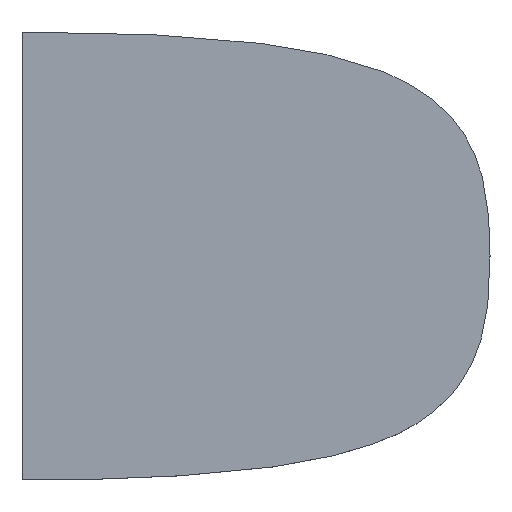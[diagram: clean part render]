
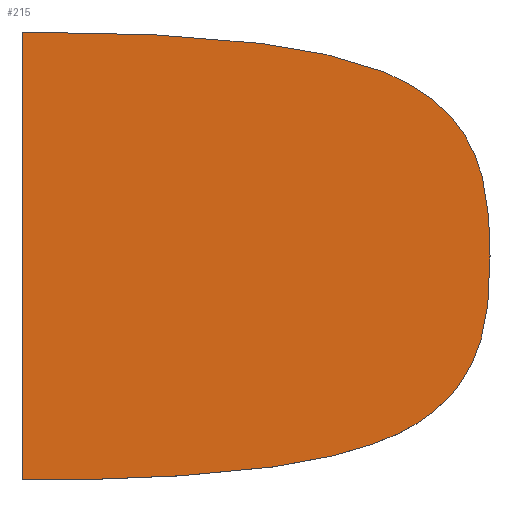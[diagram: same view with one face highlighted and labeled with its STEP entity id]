
A CAD part, top view. The second image highlights one B-rep face of the part: STEP entity #215.
In plain terms, the highlighted free-form (B-spline) face has degree [1, 1] with [2, 2] control points.
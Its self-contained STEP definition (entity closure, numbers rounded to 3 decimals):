
#47 = VERTEX_POINT('',#48);
#48 = CARTESIAN_POINT('',(-65.087,53.633,2.412
    ));
#53 = EDGE_CURVE('',#47,#54,#56,.T.);
#54 = VERTEX_POINT('',#55);
#55 = CARTESIAN_POINT('',(-21.766,32.905,2.412)
  );
#56 = B_SPLINE_CURVE_WITH_KNOTS('',3,(#57,#58,#59,#60,#61,#62,#63,#64,
    #65,#66,#67,#68,#69,#70,#71,#72,#73,#74),.UNSPECIFIED.,.F.,.F.,(4,1,
    1,1,1,1,1,1,1,1,1,1,1,1,1,4),(0.,0.125,0.25,0.375,0.438,0.5,0.563,
    0.625,0.688,0.719,0.75,0.781,0.813,0.875,0.938,1.),
  .UNSPECIFIED.);
#57 = CARTESIAN_POINT('',(-65.087,53.633,2.412
    ));
#58 = CARTESIAN_POINT('',(-62.789,53.633,2.412
    ));
#59 = CARTESIAN_POINT('',(-58.192,53.591,2.412
    ));
#60 = CARTESIAN_POINT('',(-51.301,53.347,2.412
    ));
#61 = CARTESIAN_POINT('',(-45.57,52.915,2.412
    ));
#62 = CARTESIAN_POINT('',(-41.011,52.337,2.412)
  );
#63 = CARTESIAN_POINT('',(-37.615,51.742,2.412
    ));
#64 = CARTESIAN_POINT('',(-34.265,50.925,2.412
    ));
#65 = CARTESIAN_POINT('',(-31.009,49.785,2.412
    ));
#66 = CARTESIAN_POINT('',(-28.46,48.442,2.412
    ));
#67 = CARTESIAN_POINT('',(-26.625,47.059,2.412
    ));
#68 = CARTESIAN_POINT('',(-25.388,45.859,2.412
    ));
#69 = CARTESIAN_POINT('',(-24.325,44.502,2.412)
  );
#70 = CARTESIAN_POINT('',(-23.172,42.513,2.412
    ));
#71 = CARTESIAN_POINT('',(-22.253,39.776,2.412
    ));
#72 = CARTESIAN_POINT('',(-21.813,36.351,2.412
    ));
#73 = CARTESIAN_POINT('',(-21.766,34.053,2.412
    ));
#74 = CARTESIAN_POINT('',(-21.766,32.905,2.412)
  );
#121 = VERTEX_POINT('',#122);
#122 = CARTESIAN_POINT('',(-65.087,12.176,
    2.412));
#127 = EDGE_CURVE('',#47,#121,#128,.T.);
#128 = B_SPLINE_CURVE_WITH_KNOTS('',1,(#129,#130),.UNSPECIFIED.,.F.,.F.,
  (2,2),(-0.749,35.629),.PIECEWISE_BEZIER_KNOTS.);
#129 = CARTESIAN_POINT('',(-65.087,53.633,
    2.412));
#130 = CARTESIAN_POINT('',(-65.087,12.176,
    2.412));
#164 = EDGE_CURVE('',#54,#121,#165,.T.);
#165 = B_SPLINE_CURVE_WITH_KNOTS('',3,(#166,#167,#168,#169,#170,#171,
    #172,#173,#174,#175,#176,#177,#178,#179,#180,#181,#182,#183,#184),
  .UNSPECIFIED.,.F.,.F.,(4,1,1,1,1,1,1,1,1,1,1,1,1,1,1,1,4),(0.,0.063
    ,0.125,0.156,0.188,0.219,0.25,0.281,0.313,0.375,0.438,0.5,
    0.563,0.625,0.75,0.875,1.),.UNSPECIFIED.);
#166 = CARTESIAN_POINT('',(-21.766,32.905,2.412
    ));
#167 = CARTESIAN_POINT('',(-21.766,31.756,
    2.412));
#168 = CARTESIAN_POINT('',(-21.813,29.458,
    2.412));
#169 = CARTESIAN_POINT('',(-22.181,26.604,
    2.412));
#170 = CARTESIAN_POINT('',(-22.802,24.391,
    2.412));
#171 = CARTESIAN_POINT('',(-23.46,22.798,
    2.412));
#172 = CARTESIAN_POINT('',(-24.324,21.307,
    2.412));
#173 = CARTESIAN_POINT('',(-25.388,19.95,
    2.412));
#174 = CARTESIAN_POINT('',(-26.625,18.749,
    2.412));
#175 = CARTESIAN_POINT('',(-28.46,17.367,
    2.412));
#176 = CARTESIAN_POINT('',(-31.009,16.024,
    2.412));
#177 = CARTESIAN_POINT('',(-34.266,14.885,
    2.412));
#178 = CARTESIAN_POINT('',(-37.615,14.066,
    2.412));
#179 = CARTESIAN_POINT('',(-41.011,13.472,
    2.412));
#180 = CARTESIAN_POINT('',(-45.57,12.893,2.412
    ));
#181 = CARTESIAN_POINT('',(-51.301,12.462,
    2.412));
#182 = CARTESIAN_POINT('',(-58.192,12.218,
    2.412));
#183 = CARTESIAN_POINT('',(-62.789,12.176,
    2.412));
#184 = CARTESIAN_POINT('',(-65.087,12.176,
    2.412));
#215 = ADVANCED_FACE('',(#216),#221,.T.);
#216 = FACE_BOUND('',#217,.T.);
#217 = EDGE_LOOP('',(#218,#219,#220));
#218 = ORIENTED_EDGE('',*,*,#53,.F.);
#219 = ORIENTED_EDGE('',*,*,#127,.T.);
#220 = ORIENTED_EDGE('',*,*,#164,.F.);
#221 = B_SPLINE_SURFACE_WITH_KNOTS('',1,1,(
    (#222,#223)
    ,(#224,#225
    )),.UNSPECIFIED.,.F.,.F.,.F.,(2,2),(2,2),(-19.007,19.007),(
    -18.202,18.176),.PIECEWISE_BEZIER_KNOTS.);
#222 = CARTESIAN_POINT('',(-65.087,12.176,
    2.412));
#223 = CARTESIAN_POINT('',(-65.087,53.633,
    2.412));
#224 = CARTESIAN_POINT('',(-21.766,12.176,
    2.412));
#225 = CARTESIAN_POINT('',(-21.766,53.633,
    2.412));
